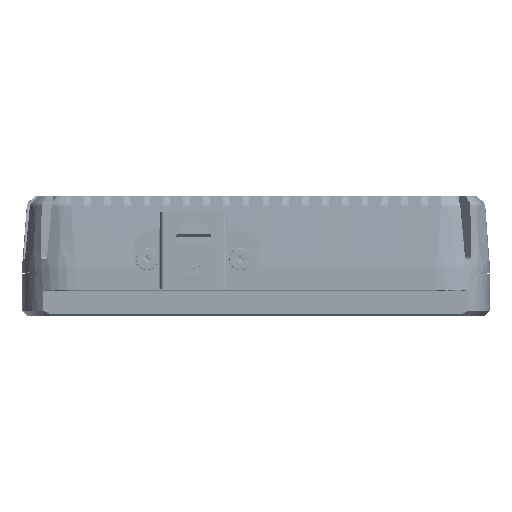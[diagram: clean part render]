
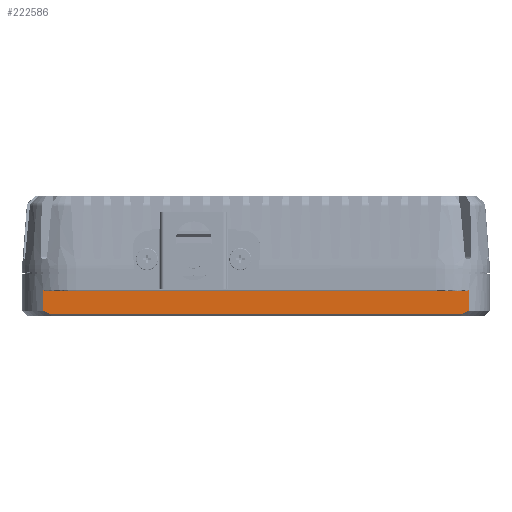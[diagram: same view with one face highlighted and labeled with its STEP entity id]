
A CAD part, top view. The second image highlights one B-rep face of the part: STEP entity #222586.
In plain terms, the highlighted planar face has unit normal (0, 0, 1).
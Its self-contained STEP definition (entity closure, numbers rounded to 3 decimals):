
#212611=CARTESIAN_POINT('',(38.7,-14.35,15.675));
#212612=CARTESIAN_POINT('',(38.7,-14.378,
15.675));
#212613=CARTESIAN_POINT('',(38.687,-14.432,
15.675));
#212614=CARTESIAN_POINT('',(38.632,-14.508,
15.675));
#212615=CARTESIAN_POINT('',(38.548,-14.57,
15.675));
#212616=CARTESIAN_POINT('',(38.446,-14.614,
15.675));
#212617=CARTESIAN_POINT('',(38.325,-14.643,
15.675));
#212618=CARTESIAN_POINT('',(38.236,-14.65,15.675));
#212619=CARTESIAN_POINT('',(38.189,-14.65,15.675));
#212632=DIRECTION('',(-1.,0.,0.));
#212633=VECTOR('',#212632,76.377);
#212634=CARTESIAN_POINT('',(38.189,-14.65,15.675));
#212635=LINE('',#212634,#212633);
#212654=DIRECTION('',(-1.,0.,0.));
#212655=VECTOR('',#212654,74.902);
#212656=CARTESIAN_POINT('',(37.451,-18.85,15.675));
#212657=LINE('',#212656,#212655);
#212661=CARTESIAN_POINT('',(-38.7,-18.15,
15.675));
#212662=CARTESIAN_POINT('',(-38.491,-18.276,
15.675));
#212663=CARTESIAN_POINT('',(-38.074,-18.519,
15.675));
#212664=CARTESIAN_POINT('',(-37.659,-18.743,
15.675));
#212665=CARTESIAN_POINT('',(-37.451,-18.85,15.675));
#212670=DIRECTION('',(0.,1.,0.));
#212671=VECTOR('',#212670,3.8);
#212672=CARTESIAN_POINT('',(-38.7,-18.15,
15.675));
#212673=LINE('',#212672,#212671);
#212677=DIRECTION('',(0.,-1.,0.));
#212678=VECTOR('',#212677,3.8);
#212679=CARTESIAN_POINT('',(38.7,-14.35,15.675));
#212680=LINE('',#212679,#212678);
#212684=CARTESIAN_POINT('',(37.451,-18.85,15.675));
#212685=CARTESIAN_POINT('',(37.659,-18.743,
15.675));
#212686=CARTESIAN_POINT('',(38.074,-18.519,
15.675));
#212687=CARTESIAN_POINT('',(38.491,-18.276,
15.675));
#212688=CARTESIAN_POINT('',(38.7,-18.15,
15.675));
#212697=CARTESIAN_POINT('',(-37.451,-18.85,15.675));
#213024=CARTESIAN_POINT('',(-38.189,-14.65,15.675));
#213025=CARTESIAN_POINT('',(-38.236,-14.65,15.675));
#213026=CARTESIAN_POINT('',(-38.325,-14.643,
15.675));
#213027=CARTESIAN_POINT('',(-38.446,-14.614,
15.675));
#213028=CARTESIAN_POINT('',(-38.547,-14.57,
15.675));
#213029=CARTESIAN_POINT('',(-38.633,-14.508,
15.675));
#213030=CARTESIAN_POINT('',(-38.687,-14.432,
15.675));
#213031=CARTESIAN_POINT('',(-38.7,-14.378,
15.675));
#213032=CARTESIAN_POINT('',(-38.7,-14.35,15.675));
#217675=CARTESIAN_POINT('',(38.7,-18.15,15.675));
#217677=VERTEX_POINT('',#217675);
#217696=CARTESIAN_POINT('',(-38.7,-18.15,15.675));
#217697=VERTEX_POINT('',#217696);
#218564=CARTESIAN_POINT('',(38.189,-14.65,15.675));
#218566=VERTEX_POINT('',#218564);
#218568=CARTESIAN_POINT('',(38.7,-14.35,15.675));
#218570=VERTEX_POINT('',#218568);
#218575=CARTESIAN_POINT('',(-38.7,-14.35,15.675));
#218576=VERTEX_POINT('',#218575);
#218577=CARTESIAN_POINT('',(-38.189,-14.65,15.675));
#218578=VERTEX_POINT('',#218577);
#218861=VERTEX_POINT('',#212697);
#218862=CARTESIAN_POINT('',(37.451,-18.85,15.675));
#218863=VERTEX_POINT('',#218862);
#222566=CARTESIAN_POINT('',(42.6,-19.15,15.675));
#222567=DIRECTION('',(0.,0.,-1.));
#222568=DIRECTION('',(0.,1.,0.));
#222569=AXIS2_PLACEMENT_3D('',#222566,#222567,#222568);
#222570=PLANE('',#222569);
#222572=ORIENTED_EDGE('',*,*,#222571,.T.);
#222574=ORIENTED_EDGE('',*,*,#222573,.F.);
#222576=ORIENTED_EDGE('',*,*,#222575,.T.);
#222578=ORIENTED_EDGE('',*,*,#222577,.F.);
#222579=ORIENTED_EDGE('',*,*,#222557,.F.);
#222580=ORIENTED_EDGE('',*,*,#222546,.F.);
#222581=ORIENTED_EDGE('',*,*,#222531,.T.);
#222583=ORIENTED_EDGE('',*,*,#222582,.F.);
#222584=EDGE_LOOP('',(#222572,#222574,#222576,#222578,#222579,#222580,#222581,
#222583));
#222585=FACE_OUTER_BOUND('',#222584,.F.);
#222586=ADVANCED_FACE('',(#222585),#222570,.F.);
#212620=B_SPLINE_CURVE_WITH_KNOTS('',3,(#212611,#212612,#212613,#212614,#212615,
#212616,#212617,#212618,#212619),.UNSPECIFIED.,.F.,.F.,(4,1,1,1,1,1,4),(0.,
0.167,0.333,0.5,0.667,0.833,
1.),.UNSPECIFIED.);
#212666=B_SPLINE_CURVE_WITH_KNOTS('',3,(#212661,#212662,#212663,#212664,
#212665),.UNSPECIFIED.,.F.,.F.,(4,1,4),(0.,0.5,1.),.UNSPECIFIED.);
#212689=B_SPLINE_CURVE_WITH_KNOTS('',3,(#212684,#212685,#212686,#212687,
#212688),.UNSPECIFIED.,.F.,.F.,(4,1,4),(0.,0.5,1.),.UNSPECIFIED.);
#213033=B_SPLINE_CURVE_WITH_KNOTS('',3,(#213024,#213025,#213026,#213027,#213028,
#213029,#213030,#213031,#213032),.UNSPECIFIED.,.F.,.F.,(4,1,1,1,1,1,4),(0.,
0.167,0.333,0.5,0.667,0.833,
1.),.UNSPECIFIED.);
#222531=EDGE_CURVE('',#218570,#217677,#212680,.T.);
#222546=EDGE_CURVE('',#218570,#218566,#212620,.T.);
#222557=EDGE_CURVE('',#218566,#218578,#212635,.T.);
#222571=EDGE_CURVE('',#218863,#218861,#212657,.T.);
#222573=EDGE_CURVE('',#217697,#218861,#212666,.T.);
#222575=EDGE_CURVE('',#217697,#218576,#212673,.T.);
#222577=EDGE_CURVE('',#218578,#218576,#213033,.T.);
#222582=EDGE_CURVE('',#218863,#217677,#212689,.T.);
